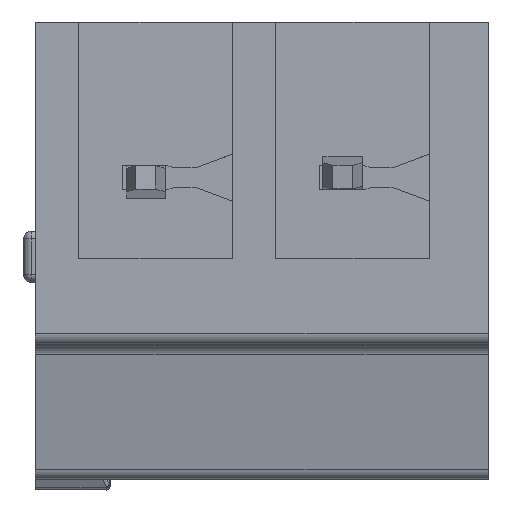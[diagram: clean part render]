
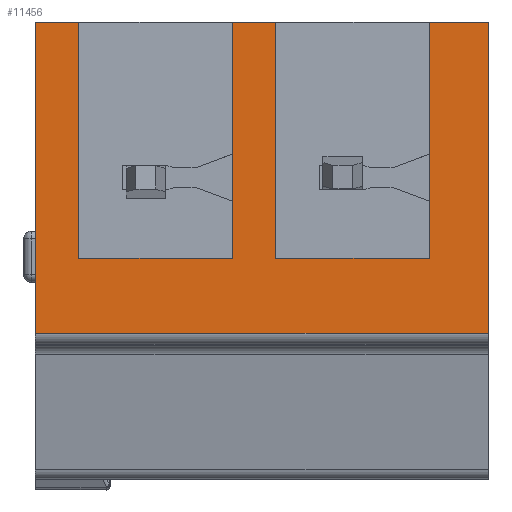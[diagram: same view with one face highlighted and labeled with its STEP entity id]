
A CAD part, top view. The second image highlights one B-rep face of the part: STEP entity #11456.
In plain terms, the highlighted planar face has unit normal (0, 0, 1).
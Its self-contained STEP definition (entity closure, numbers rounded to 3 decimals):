
#14=DIRECTION('',(0.,-1.,0.));
#15=VECTOR('',#14,7.9);
#16=CARTESIAN_POINT('',(-5.,11.6,-4.946));
#17=LINE('',#16,#15);
#224=DIRECTION('',(0.,-1.,0.));
#225=VECTOR('',#224,6.);
#226=CARTESIAN_POINT('',(0.,11.6,-4.946));
#227=LINE('',#226,#225);
#228=DIRECTION('',(-1.,0.,0.));
#229=VECTOR('',#228,1.1);
#230=CARTESIAN_POINT('',(1.1,11.6,-4.946));
#231=LINE('',#230,#229);
#232=DIRECTION('',(-1.,0.,0.));
#233=VECTOR('',#232,1.5);
#234=CARTESIAN_POINT('',(6.5,11.6,-4.946));
#235=LINE('',#234,#233);
#236=DIRECTION('',(0.,1.,0.));
#237=VECTOR('',#236,7.9);
#238=CARTESIAN_POINT('',(6.5,3.7,-4.946));
#239=LINE('',#238,#237);
#248=DIRECTION('',(1.,0.,0.));
#249=VECTOR('',#248,11.5);
#250=CARTESIAN_POINT('',(-5.,3.7,-4.946));
#251=LINE('',#250,#249);
#3467=DIRECTION('',(1.,0.,0.));
#3468=VECTOR('',#3467,3.9);
#3469=CARTESIAN_POINT('',(-3.9,5.6,-4.946));
#3470=LINE('',#3469,#3468);
#3483=DIRECTION('',(0.,-1.,0.));
#3484=VECTOR('',#3483,6.);
#3485=CARTESIAN_POINT('',(-3.9,11.6,-4.946));
#3486=LINE('',#3485,#3484);
#3499=DIRECTION('',(1.,0.,0.));
#3500=VECTOR('',#3499,1.1);
#3501=CARTESIAN_POINT('',(-5.,11.6,-4.946));
#3502=LINE('',#3501,#3500);
#4629=DIRECTION('',(0.,-1.,0.));
#4630=VECTOR('',#4629,6.);
#4631=CARTESIAN_POINT('',(5.,11.6,-4.946));
#4632=LINE('',#4631,#4630);
#4765=DIRECTION('',(1.,0.,0.));
#4766=VECTOR('',#4765,3.9);
#4767=CARTESIAN_POINT('',(1.1,5.6,-4.946));
#4768=LINE('',#4767,#4766);
#4777=DIRECTION('',(0.,-1.,0.));
#4778=VECTOR('',#4777,6.);
#4779=CARTESIAN_POINT('',(1.1,11.6,-4.946));
#4780=LINE('',#4779,#4778);
#8722=CARTESIAN_POINT('',(-5.,11.6,-4.946));
#8723=CARTESIAN_POINT('',(-5.,3.7,-4.946));
#8724=VERTEX_POINT('',#8722);
#8725=VERTEX_POINT('',#8723);
#8726=CARTESIAN_POINT('',(-3.9,11.6,-4.946));
#8727=VERTEX_POINT('',#8726);
#8728=CARTESIAN_POINT('',(-3.9,5.6,-4.946));
#8729=VERTEX_POINT('',#8728);
#9869=CARTESIAN_POINT('',(6.5,3.7,-4.946));
#9870=VERTEX_POINT('',#9869);
#9871=CARTESIAN_POINT('',(6.5,11.6,-4.946));
#9872=VERTEX_POINT('',#9871);
#9993=CARTESIAN_POINT('',(5.,11.6,-4.946));
#9994=VERTEX_POINT('',#9993);
#9999=CARTESIAN_POINT('',(1.1,11.6,-4.946));
#10000=VERTEX_POINT('',#9999);
#10001=CARTESIAN_POINT('',(0.,11.6,-4.946));
#10002=VERTEX_POINT('',#10001);
#10047=CARTESIAN_POINT('',(1.1,5.6,-4.946));
#10048=VERTEX_POINT('',#10047);
#10049=CARTESIAN_POINT('',(5.,5.6,-4.946));
#10050=VERTEX_POINT('',#10049);
#11082=CARTESIAN_POINT('',(0.,5.6,-4.946));
#11083=VERTEX_POINT('',#11082);
#11426=CARTESIAN_POINT('',(3.25,7.65,
-4.946));
#11427=DIRECTION('',(0.,0.,1.));
#11428=DIRECTION('',(0.,-1.,0.));
#11429=AXIS2_PLACEMENT_3D('',#11426,#11427,#11428);
#11430=PLANE('',#11429);
#11432=ORIENTED_EDGE('',*,*,#11431,.F.);
#11433=ORIENTED_EDGE('',*,*,#11278,.F.);
#11435=ORIENTED_EDGE('',*,*,#11434,.T.);
#11437=ORIENTED_EDGE('',*,*,#11436,.T.);
#11439=ORIENTED_EDGE('',*,*,#11438,.T.);
#11441=ORIENTED_EDGE('',*,*,#11440,.F.);
#11443=ORIENTED_EDGE('',*,*,#11442,.F.);
#11445=ORIENTED_EDGE('',*,*,#11444,.T.);
#11447=ORIENTED_EDGE('',*,*,#11446,.T.);
#11449=ORIENTED_EDGE('',*,*,#11448,.F.);
#11451=ORIENTED_EDGE('',*,*,#11450,.F.);
#11453=ORIENTED_EDGE('',*,*,#11452,.F.);
#11454=EDGE_LOOP('',(#11432,#11433,#11435,#11437,#11439,#11441,#11443,#11445,
#11447,#11449,#11451,#11453));
#11455=FACE_OUTER_BOUND('',#11454,.F.);
#11278=EDGE_CURVE('',#8724,#8725,#17,.T.);
#11431=EDGE_CURVE('',#8725,#9870,#251,.T.);
#11434=EDGE_CURVE('',#8724,#8727,#3502,.T.);
#11436=EDGE_CURVE('',#8727,#8729,#3486,.T.);
#11438=EDGE_CURVE('',#8729,#11083,#3470,.T.);
#11440=EDGE_CURVE('',#10002,#11083,#227,.T.);
#11442=EDGE_CURVE('',#10000,#10002,#231,.T.);
#11444=EDGE_CURVE('',#10000,#10048,#4780,.T.);
#11446=EDGE_CURVE('',#10048,#10050,#4768,.T.);
#11448=EDGE_CURVE('',#9994,#10050,#4632,.T.);
#11450=EDGE_CURVE('',#9872,#9994,#235,.T.);
#11452=EDGE_CURVE('',#9870,#9872,#239,.T.);
#11456=ADVANCED_FACE('',(#11455),#11430,.T.);
